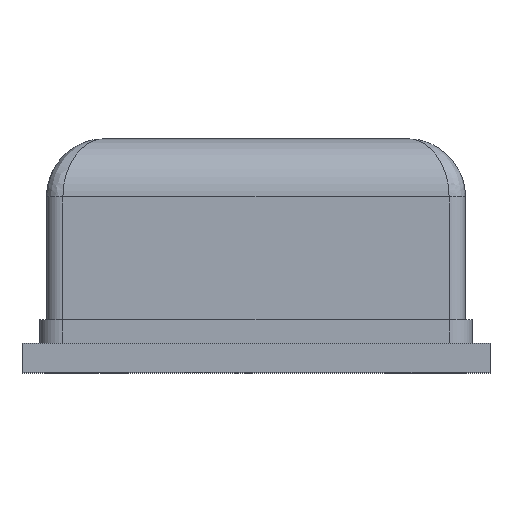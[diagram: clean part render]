
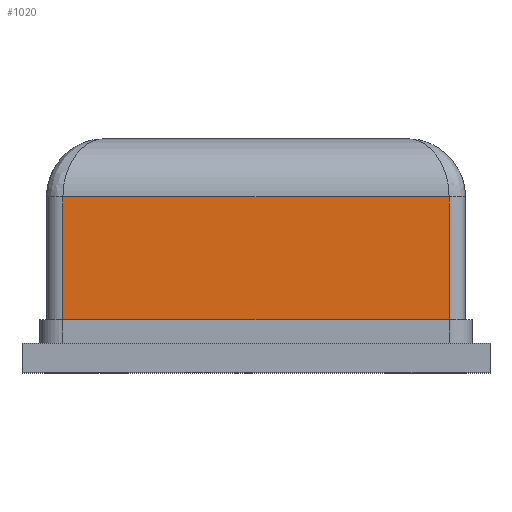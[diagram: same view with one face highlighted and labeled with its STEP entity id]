
A CAD part, top view. The second image highlights one B-rep face of the part: STEP entity #1020.
In plain terms, the highlighted planar face has unit normal (0, 0, 1).
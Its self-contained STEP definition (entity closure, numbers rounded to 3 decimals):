
#46 = CARTESIAN_POINT ( 'NONE',  ( 0.825, 0.225, 1.145 ) ) ;
#193 = CARTESIAN_POINT ( 'NONE',  ( -0.825, 0.75, 1.145 ) ) ;
#216 = DIRECTION ( 'NONE',  ( 0., -1., 0. ) ) ;
#306 = EDGE_CURVE ( 'NONE', #3311, #3487, #1554, .T. ) ;
#354 = EDGE_CURVE ( 'NONE', #1520, #3311, #2989, .T. ) ;
#376 = EDGE_CURVE ( 'NONE', #2383, #1520, #553, .T. ) ;
#460 = CARTESIAN_POINT ( 'NONE',  ( -0.825, 0.225, 1.145 ) ) ;
#510 = CARTESIAN_POINT ( 'NONE',  ( -0.825, 0.75, 1.145 ) ) ;
#553 = LINE ( 'NONE', #193, #2895 ) ;
#634 = FACE_OUTER_BOUND ( 'NONE', #2028, .T. ) ;
#637 = DIRECTION ( 'NONE',  ( 0., -1., 0. ) ) ;
#757 = DIRECTION ( 'NONE',  ( 1., 0., 0. ) ) ;
#1007 = AXIS2_PLACEMENT_3D ( 'NONE', #1526, #3477, #2056 ) ;
#1020 = ADVANCED_FACE ( 'NONE', ( #634 ), #2900, .F. ) ;
#1126 = VECTOR ( 'NONE', #637, 1000. ) ;
#1520 = VERTEX_POINT ( 'NONE', #510 ) ;
#1526 = CARTESIAN_POINT ( 'NONE',  ( -0.825, 4.907, 1.145 ) ) ;
#1554 = LINE ( 'NONE', #460, #1978 ) ;
#1861 = CARTESIAN_POINT ( 'NONE',  ( -0.825, 4.907, 1.145 ) ) ;
#1978 = VECTOR ( 'NONE', #757, 1000. ) ;
#2028 = EDGE_LOOP ( 'NONE', ( #2815, #3506, #2173, #2257 ) ) ;
#2056 = DIRECTION ( 'NONE',  ( -1., 0., 0. ) ) ;
#2108 = VECTOR ( 'NONE', #216, 1000. ) ;
#2173 = ORIENTED_EDGE ( 'NONE', *, *, #354, .T. ) ;
#2257 = ORIENTED_EDGE ( 'NONE', *, *, #306, .T. ) ;
#2366 = CARTESIAN_POINT ( 'NONE',  ( 0.825, 0.75, 1.145 ) ) ;
#2383 = VERTEX_POINT ( 'NONE', #2366 ) ;
#2685 = EDGE_CURVE ( 'NONE', #2383, #3487, #3401, .T. ) ;
#2815 = ORIENTED_EDGE ( 'NONE', *, *, #2685, .F. ) ;
#2895 = VECTOR ( 'NONE', #2978, 1000. ) ;
#2900 = PLANE ( 'NONE',  #1007 ) ;
#2978 = DIRECTION ( 'NONE',  ( -1., 0., 0. ) ) ;
#2989 = LINE ( 'NONE', #1861, #2108 ) ;
#3160 = CARTESIAN_POINT ( 'NONE',  ( 0.825, 4.907, 1.145 ) ) ;
#3311 = VERTEX_POINT ( 'NONE', #3324 ) ;
#3324 = CARTESIAN_POINT ( 'NONE',  ( -0.825, 0.225, 1.145 ) ) ;
#3401 = LINE ( 'NONE', #3160, #1126 ) ;
#3477 = DIRECTION ( 'NONE',  ( 0., 0., -1. ) ) ;
#3487 = VERTEX_POINT ( 'NONE', #46 ) ;
#3506 = ORIENTED_EDGE ( 'NONE', *, *, #376, .T. ) ;
